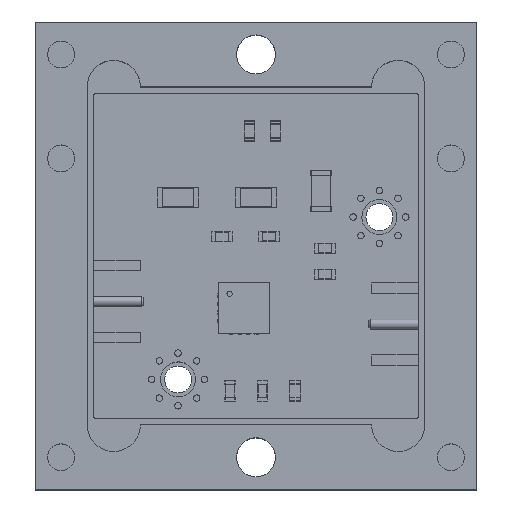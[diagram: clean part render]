
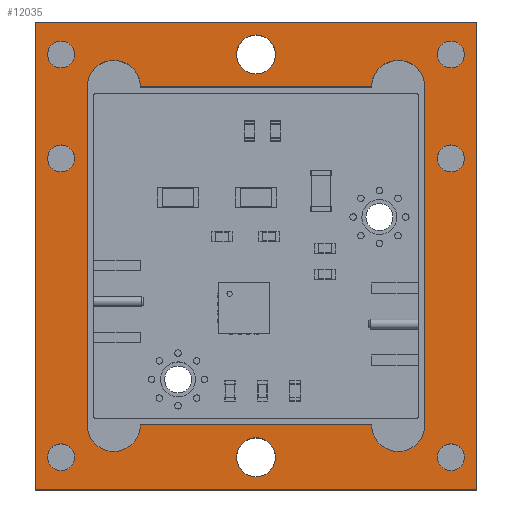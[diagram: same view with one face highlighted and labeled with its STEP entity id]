
A CAD part, top view. The second image highlights one B-rep face of the part: STEP entity #12035.
In plain terms, the highlighted planar face has unit normal (0, 0, 1).
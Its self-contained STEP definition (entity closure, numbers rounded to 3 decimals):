
#151=FACE_BOUND('',#3491,.T.);
#152=FACE_BOUND('',#3492,.T.);
#153=FACE_BOUND('',#3493,.T.);
#154=FACE_BOUND('',#3494,.T.);
#155=FACE_BOUND('',#3495,.T.);
#156=FACE_BOUND('',#3496,.T.);
#157=FACE_BOUND('',#3497,.T.);
#158=FACE_BOUND('',#3498,.T.);
#159=FACE_BOUND('',#3499,.T.);
#625=CIRCLE('',#14327,1.038);
#627=CIRCLE('',#14331,1.038);
#629=CIRCLE('',#14335,1.038);
#631=CIRCLE('',#14339,1.038);
#633=CIRCLE('',#14343,1.038);
#635=CIRCLE('',#14347,1.038);
#637=CIRCLE('',#14351,1.5);
#638=CIRCLE('',#14352,1.5);
#640=CIRCLE('',#14355,1.5);
#641=CIRCLE('',#14356,1.5);
#647=CIRCLE('',#14367,2.05);
#649=CIRCLE('',#14370,2.05);
#652=CIRCLE('',#14374,2.05);
#654=CIRCLE('',#14377,2.05);
#2857=FACE_OUTER_BOUND('',#3490,.T.);
#3490=EDGE_LOOP('',(#11108,#11109,#11110,#11111));
#3491=EDGE_LOOP('',(#11112));
#3492=EDGE_LOOP('',(#11113));
#3493=EDGE_LOOP('',(#11114));
#3494=EDGE_LOOP('',(#11115));
#3495=EDGE_LOOP('',(#11116));
#3496=EDGE_LOOP('',(#11117));
#3497=EDGE_LOOP('',(#11118,#11119));
#3498=EDGE_LOOP('',(#11120,#11121));
#3499=EDGE_LOOP('',(#11122,#11123,#11124,#11125,#11126,#11127,#11128,#11129));
#4532=LINE('',#21773,#5580);
#4536=LINE('',#21782,#5584);
#4555=LINE('',#21856,#5603);
#4557=LINE('',#21859,#5605);
#4558=LINE('',#21861,#5606);
#4559=LINE('',#21863,#5607);
#4560=LINE('',#21865,#5608);
#4561=LINE('',#21866,#5609);
#5580=VECTOR('',#18117,10.);
#5584=VECTOR('',#18123,10.);
#5603=VECTOR('',#18200,10.);
#5605=VECTOR('',#18204,10.);
#5606=VECTOR('',#18207,10.);
#5607=VECTOR('',#18210,10.);
#5608=VECTOR('',#18213,10.);
#5609=VECTOR('',#18214,10.);
#6620=VERTEX_POINT('',#21709);
#6622=VERTEX_POINT('',#21716);
#6624=VERTEX_POINT('',#21723);
#6626=VERTEX_POINT('',#21730);
#6628=VERTEX_POINT('',#21737);
#6630=VERTEX_POINT('',#21744);
#6632=VERTEX_POINT('',#21751);
#6633=VERTEX_POINT('',#21752);
#6635=VERTEX_POINT('',#21759);
#6636=VERTEX_POINT('',#21760);
#6640=VERTEX_POINT('',#21770);
#6641=VERTEX_POINT('',#21772);
#6644=VERTEX_POINT('',#21779);
#6645=VERTEX_POINT('',#21781);
#6650=VERTEX_POINT('',#21797);
#6652=VERTEX_POINT('',#21800);
#6655=VERTEX_POINT('',#21807);
#6656=VERTEX_POINT('',#21809);
#6659=VERTEX_POINT('',#21816);
#6661=VERTEX_POINT('',#21820);
#6663=VERTEX_POINT('',#21825);
#6665=VERTEX_POINT('',#21829);
#8116=EDGE_CURVE('',#6620,#6620,#625,.T.);
#8119=EDGE_CURVE('',#6622,#6622,#627,.T.);
#8122=EDGE_CURVE('',#6624,#6624,#629,.T.);
#8125=EDGE_CURVE('',#6626,#6626,#631,.T.);
#8128=EDGE_CURVE('',#6628,#6628,#633,.T.);
#8131=EDGE_CURVE('',#6630,#6630,#635,.T.);
#8134=EDGE_CURVE('',#6632,#6633,#637,.T.);
#8135=EDGE_CURVE('',#6633,#6632,#638,.T.);
#8138=EDGE_CURVE('',#6635,#6636,#640,.T.);
#8139=EDGE_CURVE('',#6636,#6635,#641,.T.);
#8144=EDGE_CURVE('',#6640,#6641,#4532,.T.);
#8148=EDGE_CURVE('',#6644,#6645,#4536,.T.);
#8157=EDGE_CURVE('',#6652,#6650,#647,.T.);
#8161=EDGE_CURVE('',#6656,#6655,#649,.T.);
#8167=EDGE_CURVE('',#6659,#6661,#652,.T.);
#8171=EDGE_CURVE('',#6663,#6665,#654,.T.);
#8185=EDGE_CURVE('',#6655,#6663,#4555,.T.);
#8187=EDGE_CURVE('',#6641,#6644,#4557,.T.);
#8188=EDGE_CURVE('',#6650,#6656,#4558,.T.);
#8189=EDGE_CURVE('',#6665,#6659,#4559,.T.);
#8190=EDGE_CURVE('',#6645,#6640,#4560,.T.);
#8191=EDGE_CURVE('',#6661,#6652,#4561,.T.);
#11108=ORIENTED_EDGE('',*,*,#8187,.F.);
#11109=ORIENTED_EDGE('',*,*,#8144,.F.);
#11110=ORIENTED_EDGE('',*,*,#8190,.F.);
#11111=ORIENTED_EDGE('',*,*,#8148,.F.);
#11112=ORIENTED_EDGE('',*,*,#8116,.T.);
#11113=ORIENTED_EDGE('',*,*,#8119,.T.);
#11114=ORIENTED_EDGE('',*,*,#8122,.T.);
#11115=ORIENTED_EDGE('',*,*,#8125,.T.);
#11116=ORIENTED_EDGE('',*,*,#8128,.T.);
#11117=ORIENTED_EDGE('',*,*,#8131,.T.);
#11118=ORIENTED_EDGE('',*,*,#8134,.T.);
#11119=ORIENTED_EDGE('',*,*,#8135,.T.);
#11120=ORIENTED_EDGE('',*,*,#8138,.T.);
#11121=ORIENTED_EDGE('',*,*,#8139,.T.);
#11122=ORIENTED_EDGE('',*,*,#8157,.T.);
#11123=ORIENTED_EDGE('',*,*,#8188,.T.);
#11124=ORIENTED_EDGE('',*,*,#8161,.T.);
#11125=ORIENTED_EDGE('',*,*,#8185,.T.);
#11126=ORIENTED_EDGE('',*,*,#8171,.T.);
#11127=ORIENTED_EDGE('',*,*,#8189,.T.);
#11128=ORIENTED_EDGE('',*,*,#8167,.T.);
#11129=ORIENTED_EDGE('',*,*,#8191,.T.);
#11500=PLANE('',#14392);
#12035=ADVANCED_FACE('',(#2857,#151,#152,#153,#154,#155,#156,#157,#158,
#159),#11500,.T.);
#14327=AXIS2_PLACEMENT_3D('',#21710,#18043,#18044);
#14331=AXIS2_PLACEMENT_3D('',#21717,#18052,#18053);
#14335=AXIS2_PLACEMENT_3D('',#21724,#18061,#18062);
#14339=AXIS2_PLACEMENT_3D('',#21731,#18070,#18071);
#14343=AXIS2_PLACEMENT_3D('',#21738,#18079,#18080);
#14347=AXIS2_PLACEMENT_3D('',#21745,#18088,#18089);
#14351=AXIS2_PLACEMENT_3D('',#21753,#18097,#18098);
#14352=AXIS2_PLACEMENT_3D('',#21754,#18099,#18100);
#14355=AXIS2_PLACEMENT_3D('',#21761,#18106,#18107);
#14356=AXIS2_PLACEMENT_3D('',#21762,#18108,#18109);
#14367=AXIS2_PLACEMENT_3D('',#21801,#18142,#18143);
#14370=AXIS2_PLACEMENT_3D('',#21810,#18150,#18151);
#14374=AXIS2_PLACEMENT_3D('',#21822,#18161,#18162);
#14377=AXIS2_PLACEMENT_3D('',#21831,#18169,#18170);
#14392=AXIS2_PLACEMENT_3D('',#21864,#18211,#18212);
#18043=DIRECTION('center_axis',(0.,0.,-1.));
#18044=DIRECTION('ref_axis',(1.,0.,0.));
#18052=DIRECTION('center_axis',(0.,0.,-1.));
#18053=DIRECTION('ref_axis',(1.,0.,0.));
#18061=DIRECTION('center_axis',(0.,0.,-1.));
#18062=DIRECTION('ref_axis',(1.,0.,0.));
#18070=DIRECTION('center_axis',(0.,0.,-1.));
#18071=DIRECTION('ref_axis',(1.,0.,0.));
#18079=DIRECTION('center_axis',(0.,0.,-1.));
#18080=DIRECTION('ref_axis',(1.,0.,0.));
#18088=DIRECTION('center_axis',(0.,0.,-1.));
#18089=DIRECTION('ref_axis',(1.,0.,0.));
#18097=DIRECTION('center_axis',(0.,0.,-1.));
#18098=DIRECTION('ref_axis',(1.,0.,0.));
#18099=DIRECTION('center_axis',(0.,0.,-1.));
#18100=DIRECTION('ref_axis',(1.,0.,0.));
#18106=DIRECTION('center_axis',(0.,0.,-1.));
#18107=DIRECTION('ref_axis',(1.,0.,0.));
#18108=DIRECTION('center_axis',(0.,0.,-1.));
#18109=DIRECTION('ref_axis',(1.,0.,0.));
#18117=DIRECTION('',(1.,0.,0.));
#18123=DIRECTION('',(-1.,0.,0.));
#18142=DIRECTION('center_axis',(0.,0.,-1.));
#18143=DIRECTION('ref_axis',(1.,0.,0.));
#18150=DIRECTION('center_axis',(0.,0.,-1.));
#18151=DIRECTION('ref_axis',(1.,0.,0.));
#18161=DIRECTION('center_axis',(0.,0.,-1.));
#18162=DIRECTION('ref_axis',(1.,0.,0.));
#18169=DIRECTION('center_axis',(0.,0.,-1.));
#18170=DIRECTION('ref_axis',(1.,0.,0.));
#18200=DIRECTION('',(0.,-1.,0.));
#18204=DIRECTION('',(0.,-1.,0.));
#18207=DIRECTION('',(1.,0.,0.));
#18210=DIRECTION('',(-1.,0.,0.));
#18211=DIRECTION('center_axis',(0.,0.,1.));
#18212=DIRECTION('ref_axis',(1.,0.,0.));
#18213=DIRECTION('',(0.,1.,0.));
#18214=DIRECTION('',(0.,1.,0.));
#21709=CARTESIAN_POINT('',(-0.557,27.908,7.));
#21710=CARTESIAN_POINT('Origin',(0.481,27.908,7.));
#21716=CARTESIAN_POINT('',(-30.557,-3.092,7.));
#21717=CARTESIAN_POINT('Origin',(-29.519,-3.092,7.));
#21723=CARTESIAN_POINT('',(-30.557,27.908,7.));
#21724=CARTESIAN_POINT('Origin',(-29.519,27.908,7.));
#21730=CARTESIAN_POINT('',(-30.557,19.908,7.));
#21731=CARTESIAN_POINT('Origin',(-29.519,19.908,7.));
#21737=CARTESIAN_POINT('',(-0.557,-3.092,7.));
#21738=CARTESIAN_POINT('Origin',(0.481,-3.092,7.));
#21744=CARTESIAN_POINT('',(-0.557,19.908,7.));
#21745=CARTESIAN_POINT('Origin',(0.481,19.908,7.));
#21751=CARTESIAN_POINT('',(-13.019,27.908,7.));
#21752=CARTESIAN_POINT('',(-16.019,27.908,7.));
#21753=CARTESIAN_POINT('Origin',(-14.519,27.908,7.));
#21754=CARTESIAN_POINT('Origin',(-14.519,27.908,7.));
#21759=CARTESIAN_POINT('',(-13.019,-3.092,7.));
#21760=CARTESIAN_POINT('',(-16.019,-3.092,7.));
#21761=CARTESIAN_POINT('Origin',(-14.519,-3.092,7.));
#21762=CARTESIAN_POINT('Origin',(-14.519,-3.092,7.));
#21770=CARTESIAN_POINT('',(-31.519,30.408,7.));
#21772=CARTESIAN_POINT('',(2.481,30.408,7.));
#21773=CARTESIAN_POINT('',(-8.019,30.408,7.));
#21779=CARTESIAN_POINT('',(2.481,-5.592,7.));
#21781=CARTESIAN_POINT('',(-31.519,-5.592,7.));
#21782=CARTESIAN_POINT('',(-21.019,-5.592,7.));
#21797=CARTESIAN_POINT('',(-23.419,25.408,7.));
#21800=CARTESIAN_POINT('',(-27.519,25.408,7.));
#21801=CARTESIAN_POINT('Origin',(-25.469,25.408,7.));
#21807=CARTESIAN_POINT('',(-1.519,25.408,7.));
#21809=CARTESIAN_POINT('',(-5.619,25.408,7.));
#21810=CARTESIAN_POINT('Origin',(-3.569,25.408,7.));
#21816=CARTESIAN_POINT('',(-23.419,-0.592,7.));
#21820=CARTESIAN_POINT('',(-27.519,-0.592,7.));
#21822=CARTESIAN_POINT('Origin',(-25.469,-0.592,7.));
#21825=CARTESIAN_POINT('',(-1.519,-0.592,7.));
#21829=CARTESIAN_POINT('',(-5.619,-0.592,7.));
#21831=CARTESIAN_POINT('Origin',(-3.569,-0.592,7.));
#21856=CARTESIAN_POINT('',(-1.519,25.408,7.));
#21859=CARTESIAN_POINT('',(2.481,-4.592,7.));
#21861=CARTESIAN_POINT('',(-27.519,25.408,7.));
#21863=CARTESIAN_POINT('',(-1.519,-0.592,7.));
#21864=CARTESIAN_POINT('Origin',(-14.519,12.408,7.));
#21865=CARTESIAN_POINT('',(-31.519,29.408,7.));
#21866=CARTESIAN_POINT('',(-27.519,-0.592,7.));
